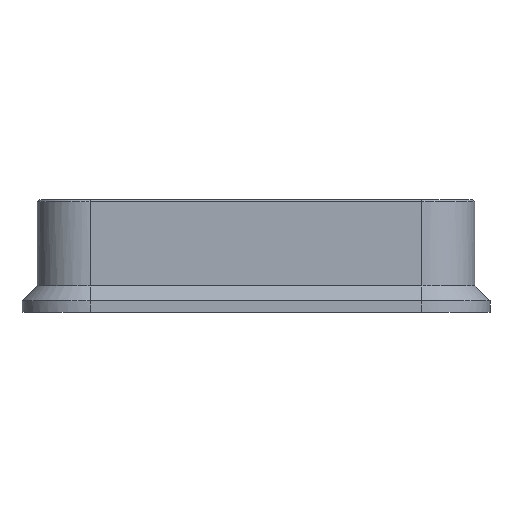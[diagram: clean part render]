
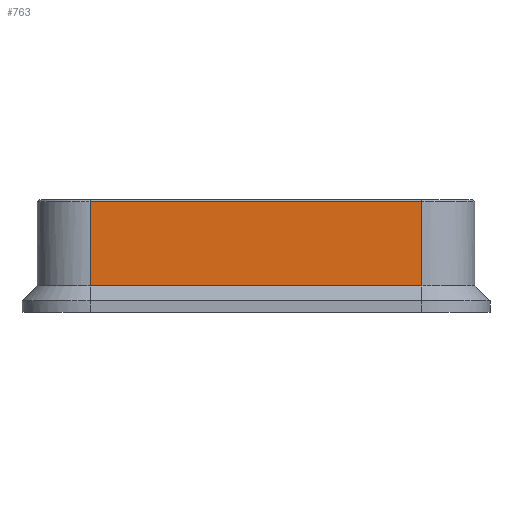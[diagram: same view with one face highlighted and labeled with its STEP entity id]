
A CAD part, left-side view. The second image highlights one B-rep face of the part: STEP entity #763.
In plain terms, the highlighted planar face has unit normal (-1, 0, 0).
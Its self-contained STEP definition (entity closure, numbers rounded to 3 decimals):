
#71=FACE_OUTER_BOUND('',#122,.T.);
#122=EDGE_LOOP('',(#559,#560,#561,#562));
#202=LINE('',#1140,#274);
#211=LINE('',#1274,#283);
#213=LINE('',#1285,#285);
#214=LINE('',#1286,#286);
#274=VECTOR('',#894,10.);
#283=VECTOR('',#907,10.);
#285=VECTOR('',#911,10.);
#286=VECTOR('',#912,10.);
#351=VERTEX_POINT('',#1120);
#353=VERTEX_POINT('',#1136);
#363=VERTEX_POINT('',#1273);
#365=VERTEX_POINT('',#1284);
#420=EDGE_CURVE('',#351,#353,#202,.T.);
#435=EDGE_CURVE('',#353,#363,#211,.T.);
#438=EDGE_CURVE('',#351,#365,#213,.T.);
#439=EDGE_CURVE('',#363,#365,#214,.T.);
#559=ORIENTED_EDGE('',*,*,#420,.F.);
#560=ORIENTED_EDGE('',*,*,#438,.T.);
#561=ORIENTED_EDGE('',*,*,#439,.F.);
#562=ORIENTED_EDGE('',*,*,#435,.F.);
#736=PLANE('',#826);
#763=ADVANCED_FACE('',(#71),#736,.T.);
#826=AXIS2_PLACEMENT_3D('',#1283,#909,#910);
#894=DIRECTION('',(0.,-1.,0.));
#907=DIRECTION('',(0.,0.,-1.));
#909=DIRECTION('center_axis',(-1.,0.,0.));
#910=DIRECTION('ref_axis',(0.,1.,0.));
#911=DIRECTION('',(0.,0.,-1.));
#912=DIRECTION('',(0.,1.,0.));
#1120=CARTESIAN_POINT('',(-118.,-72.285,17.7));
#1136=CARTESIAN_POINT('',(-118.,-116.48,17.7));
#1140=CARTESIAN_POINT('',(-118.,-108.132,17.7));
#1273=CARTESIAN_POINT('',(-118.,-116.48,6.49));
#1274=CARTESIAN_POINT('',(-118.,-116.48,3.));
#1283=CARTESIAN_POINT('Origin',(-118.,-116.48,3.));
#1284=CARTESIAN_POINT('',(-118.,-72.285,6.49));
#1285=CARTESIAN_POINT('',(-118.,-72.285,3.));
#1286=CARTESIAN_POINT('',(-118.,-105.431,6.49));
